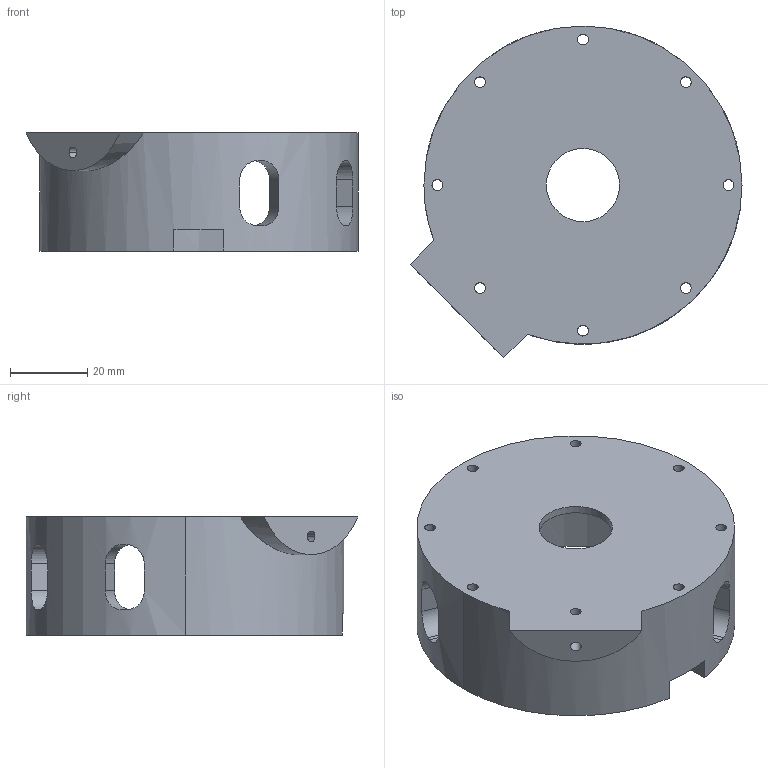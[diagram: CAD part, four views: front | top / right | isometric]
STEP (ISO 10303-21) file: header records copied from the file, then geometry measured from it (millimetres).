
FILE_DESCRIPTION (( 'STEP AP214' ), '1' );
FILE_NAME ('Motor_part.STEP', '2021-04-07T10:06:51', ( '' ), ( '' ), 'SwSTEP 2.0', 'SolidWorks 2020', '' );
FILE_SCHEMA (( 'AUTOMOTIVE_DESIGN' ));
Length unit declared in the file: millimetre
Products named in the file (1): Motor_part
Bounding box: 86.2 x 86.2 x 30.65 mm (x, y, z)
Volume: 56399 mm3; surface area: 26449.4 mm2
Topology: 1 solids, 1 shells, 85 faces, 249 edges, 166 vertices
Faces by surface type: cylinder 51, plane 34
Entity records: 3806 total; most frequent: CARTESIAN_POINT 1472, ORIENTED_EDGE 498, DIRECTION 452, EDGE_CURVE 249, AXIS2_PLACEMENT_3D 170, VERTEX_POINT 166, EDGE_LOOP 117, VECTOR 112
